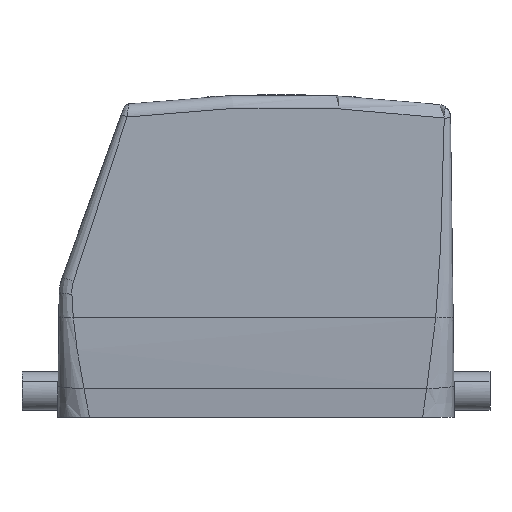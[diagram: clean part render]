
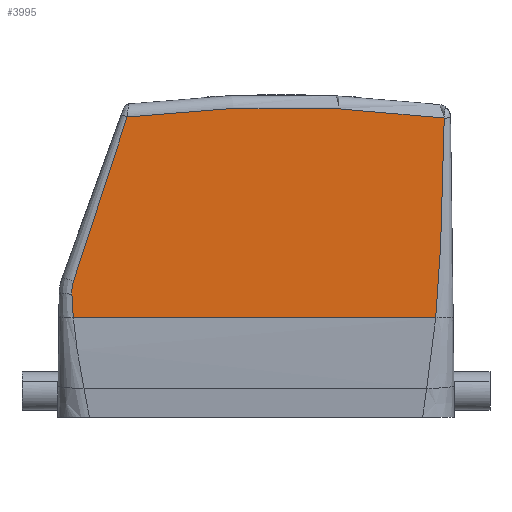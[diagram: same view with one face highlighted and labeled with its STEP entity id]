
A CAD part, left-side view. The second image highlights one B-rep face of the part: STEP entity #3995.
In plain terms, the highlighted planar face has unit normal (-1, 0, 0).
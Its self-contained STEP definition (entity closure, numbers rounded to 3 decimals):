
#3948=AXIS2_PLACEMENT_3D('Plane Axis2P3D',#3945,#3946,#3947) ;
#3952=AXIS2_PLACEMENT_3D('Circle Axis2P3D',#3950,#3951,$) ;
#2221=CARTESIAN_POINT('Vertex',(0.,12.761,23.338)) ;
#2244=CARTESIAN_POINT('Line Origine',(0.,54.769,23.338)) ;
#2248=CARTESIAN_POINT('Vertex',(0.,97.941,23.338)) ;
#2651=CARTESIAN_POINT('Control Point',(0.,98.271,28.961)) ;
#2652=CARTESIAN_POINT('Control Point',(0.,98.222,27.839)) ;
#2653=CARTESIAN_POINT('Control Point',(0.,98.171,26.714)) ;
#2654=CARTESIAN_POINT('Control Point',(0.,98.109,25.589)) ;
#2655=CARTESIAN_POINT('Control Point',(0.,98.033,24.463)) ;
#2656=CARTESIAN_POINT('Control Point',(0.,97.941,23.338)) ;
#2657=CARTESIAN_POINT('Vertex',(0.,98.271,28.961)) ;
#3422=CARTESIAN_POINT('Vertex',(0.,10.764,70.328)) ;
#3766=CARTESIAN_POINT('Control Point',(0.,10.764,70.328)) ;
#3767=CARTESIAN_POINT('Control Point',(0.,10.765,70.261)) ;
#3768=CARTESIAN_POINT('Control Point',(0.,10.767,70.195)) ;
#3769=CARTESIAN_POINT('Control Point',(0.,10.768,70.127)) ;
#3770=CARTESIAN_POINT('Control Point',(0.,10.771,69.922)) ;
#3771=CARTESIAN_POINT('Control Point',(0.,10.775,69.701)) ;
#3772=CARTESIAN_POINT('Control Point',(0.,10.777,69.597)) ;
#3773=CARTESIAN_POINT('Control Point',(0.,10.78,69.372)) ;
#3774=CARTESIAN_POINT('Control Point',(0.,10.784,69.147)) ;
#3775=CARTESIAN_POINT('Control Point',(0.,10.787,68.989)) ;
#3776=CARTESIAN_POINT('Control Point',(0.,10.792,68.674)) ;
#3777=CARTESIAN_POINT('Control Point',(0.,10.798,68.359)) ;
#3778=CARTESIAN_POINT('Control Point',(0.,10.801,68.201)) ;
#3779=CARTESIAN_POINT('Control Point',(0.,10.812,67.57)) ;
#3780=CARTESIAN_POINT('Control Point',(0.,10.823,66.938)) ;
#3781=CARTESIAN_POINT('Control Point',(0.,10.832,66.464)) ;
#3782=CARTESIAN_POINT('Control Point',(0.,10.85,65.517)) ;
#3783=CARTESIAN_POINT('Control Point',(0.,10.869,64.569)) ;
#3784=CARTESIAN_POINT('Control Point',(0.,10.878,64.095)) ;
#3785=CARTESIAN_POINT('Control Point',(0.,10.908,62.674)) ;
#3786=CARTESIAN_POINT('Control Point',(0.,10.939,61.253)) ;
#3787=CARTESIAN_POINT('Control Point',(0.,10.961,60.306)) ;
#3788=CARTESIAN_POINT('Control Point',(0.,11.041,57.015)) ;
#3789=CARTESIAN_POINT('Control Point',(0.,11.132,53.726)) ;
#3790=CARTESIAN_POINT('Control Point',(0.,11.203,51.384)) ;
#3791=CARTESIAN_POINT('Control Point',(0.,11.342,47.065)) ;
#3792=CARTESIAN_POINT('Control Point',(0.,11.503,42.748)) ;
#3793=CARTESIAN_POINT('Control Point',(0.,11.581,40.772)) ;
#3794=CARTESIAN_POINT('Control Point',(0.,11.711,37.803)) ;
#3795=CARTESIAN_POINT('Control Point',(0.,11.865,34.835)) ;
#3796=CARTESIAN_POINT('Control Point',(0.,11.919,33.862)) ;
#3797=CARTESIAN_POINT('Control Point',(0.,12.08,31.16)) ;
#3798=CARTESIAN_POINT('Control Point',(0.,12.279,28.46)) ;
#3799=CARTESIAN_POINT('Control Point',(0.,12.423,26.752)) ;
#3800=CARTESIAN_POINT('Control Point',(0.,12.584,25.045)) ;
#3801=CARTESIAN_POINT('Control Point',(0.,12.761,23.338)) ;
#3945=CARTESIAN_POINT('Axis2P3D Location',(0.,-11.059,-37.643)) ;
#3950=CARTESIAN_POINT('Axis2P3D Location',(0.,49.,-224.2)) ;
#3954=CARTESIAN_POINT('Vertex',(0.,85.27,70.577)) ;
#3958=CARTESIAN_POINT('Control Point',(0.,85.27,70.577)) ;
#3959=CARTESIAN_POINT('Control Point',(0.,85.402,70.193)) ;
#3960=CARTESIAN_POINT('Control Point',(0.,85.534,69.808)) ;
#3961=CARTESIAN_POINT('Control Point',(0.,85.55,69.763)) ;
#3962=CARTESIAN_POINT('Control Point',(0.,85.79,69.061)) ;
#3963=CARTESIAN_POINT('Control Point',(0.,86.031,68.359)) ;
#3964=CARTESIAN_POINT('Control Point',(0.,86.139,68.042)) ;
#3965=CARTESIAN_POINT('Control Point',(0.,87.781,63.242)) ;
#3966=CARTESIAN_POINT('Control Point',(0.,89.404,58.435)) ;
#3967=CARTESIAN_POINT('Control Point',(0.,90.884,53.955)) ;
#3968=CARTESIAN_POINT('Control Point',(0.,92.604,48.693)) ;
#3969=CARTESIAN_POINT('Control Point',(0.,94.303,43.422)) ;
#3970=CARTESIAN_POINT('Control Point',(0.,94.568,42.599)) ;
#3971=CARTESIAN_POINT('Control Point',(0.,95.396,40.019)) ;
#3972=CARTESIAN_POINT('Control Point',(0.,96.218,37.438)) ;
#3973=CARTESIAN_POINT('Control Point',(0.,96.789,35.635)) ;
#3974=CARTESIAN_POINT('Control Point',(0.,97.36,33.815)) ;
#3975=CARTESIAN_POINT('Control Point',(0.,97.925,31.992)) ;
#3976=CARTESIAN_POINT('Vertex',(0.,97.925,31.992)) ;
#3980=CARTESIAN_POINT('Control Point',(0.,97.925,31.992)) ;
#3981=CARTESIAN_POINT('Control Point',(0.,98.098,31.403)) ;
#3982=CARTESIAN_POINT('Control Point',(0.,98.221,30.799)) ;
#3983=CARTESIAN_POINT('Control Point',(0.,98.292,30.186)) ;
#3984=CARTESIAN_POINT('Control Point',(0.,98.308,29.571)) ;
#3985=CARTESIAN_POINT('Control Point',(0.,98.271,28.961)) ;
#2245=DIRECTION('Vector Direction',(0.,-1.,0.)) ;
#3946=DIRECTION('Axis2P3D Direction',(-1.,0.,0.)) ;
#3947=DIRECTION('Axis2P3D XDirection',(0.,-0.317,0.949)) ;
#3951=DIRECTION('Axis2P3D Direction',(-1.,0.,0.)) ;
#2246=VECTOR('Line Direction',#2245,1.) ;
#3988=ORIENTED_EDGE('',*,*,#3956,.T.) ;
#3989=ORIENTED_EDGE('',*,*,#3978,.F.) ;
#3990=ORIENTED_EDGE('',*,*,#3986,.F.) ;
#3991=ORIENTED_EDGE('',*,*,#2659,.F.) ;
#3992=ORIENTED_EDGE('',*,*,#2250,.T.) ;
#3993=ORIENTED_EDGE('',*,*,#3802,.T.) ;
#3995=ADVANCED_FACE('Hood',(#3994),#3949,.T.) ;
#2650=B_SPLINE_CURVE_WITH_KNOTS('',5,(#2651,#2652,#2653,#2654,#2655,#2656),.UNSPECIFIED.,.F.,.U.,(6,6),(81.523,87.149),.UNSPECIFIED.) ;
#3765=B_SPLINE_CURVE_WITH_KNOTS('',5,(#3766,#3767,#3768,#3769,#3770,#3771,#3772,#3773,#3774,#3775,#3776,#3777,#3778,#3779,#3780,#3781,#3782,#3783,#3784,#3785,#3786,#3787,#3788,#3789,#3790,#3791,#3792,#3793,#3794,#3795,#3796,#3797,#3798,#3799,#3800,#3801),.UNSPECIFIED.,.F.,.U.,(6,3,3,3,3,3,3,3,3,3,3,6),(8.249,8.589,8.929,9.717,10.506,12.88,15.254,20.001,31.754,41.679,46.667,55.257),.UNSPECIFIED.) ;
#3957=B_SPLINE_CURVE_WITH_KNOTS('',5,(#3958,#3959,#3960,#3961,#3962,#3963,#3964,#3965,#3966,#3967,#3968,#3969,#3970,#3971,#3972,#3973,#3974,#3975),.UNSPECIFIED.,.F.,.U.,(6,3,3,3,3,6),(0.,2.876,5.244,38.724,44.38,57.867),.UNSPECIFIED.) ;
#3979=B_SPLINE_CURVE_WITH_KNOTS('',5,(#3980,#3981,#3982,#3983,#3984,#3985),.UNSPECIFIED.,.F.,.U.,(6,6),(0.,4.343),.UNSPECIFIED.) ;
#3953=CIRCLE('generated circle',#3952,297.) ;
#2250=EDGE_CURVE('',#2249,#2222,#2247,.T.) ;
#2659=EDGE_CURVE('',#2249,#2658,#2650,.F.) ;
#3802=EDGE_CURVE('',#2222,#3423,#3765,.F.) ;
#3956=EDGE_CURVE('',#3423,#3955,#3953,.T.) ;
#3978=EDGE_CURVE('',#3977,#3955,#3957,.F.) ;
#3986=EDGE_CURVE('',#2658,#3977,#3979,.F.) ;
#3987=EDGE_LOOP('',(#3988,#3989,#3990,#3991,#3992,#3993)) ;
#3994=FACE_OUTER_BOUND('',#3987,.T.) ;
#2247=LINE('Line',#2244,#2246) ;
#3949=PLANE('',#3948) ;
#2222=VERTEX_POINT('',#2221) ;
#2249=VERTEX_POINT('',#2248) ;
#2658=VERTEX_POINT('',#2657) ;
#3423=VERTEX_POINT('',#3422) ;
#3955=VERTEX_POINT('',#3954) ;
#3977=VERTEX_POINT('',#3976) ;
